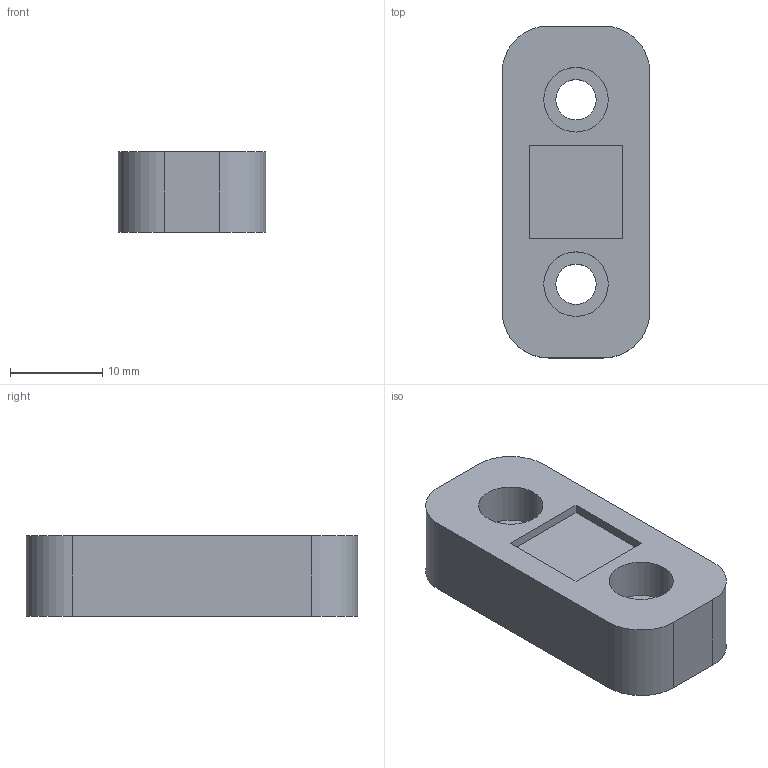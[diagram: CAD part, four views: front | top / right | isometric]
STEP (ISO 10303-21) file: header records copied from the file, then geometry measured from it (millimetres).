
FILE_DESCRIPTION(('FreeCAD Model'),'2;1');
FILE_NAME('Open CASCADE Shape Model','2025-07-24T16:22:28',(''),(''), 'Open CASCADE STEP processor 7.8','FreeCAD','Unknown');
FILE_SCHEMA(('AUTOMOTIVE_DESIGN { 1 0 10303 214 1 1 1 1 }'));
Length unit declared in the file: millimetre
Products named in the file (1): Mount026
Bounding box: 16 x 36 x 8.7 mm (x, y, z)
Volume: 4255.3 mm3; surface area: 2231.4 mm2
Topology: 1 solids, 1 shells, 21 faces, 48 edges, 32 vertices
Faces by surface type: plane 13, cylinder 8
Full cylindrical faces by diameter (mm): 4.369 x2, 7 x2
Entity records: 628 total; most frequent: DIRECTION 108, CARTESIAN_POINT 102, ORIENTED_EDGE 96, EDGE_CURVE 48, AXIS2_PLACEMENT_3D 38, VERTEX_POINT 32, LINE 32, VECTOR 32
